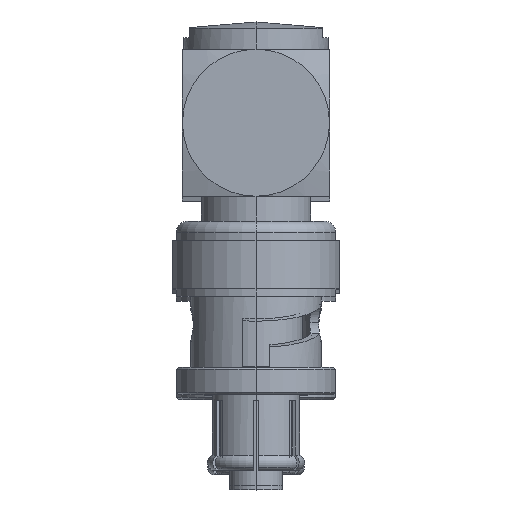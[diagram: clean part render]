
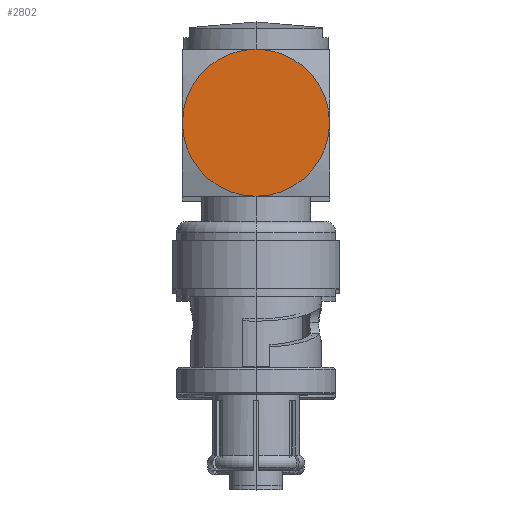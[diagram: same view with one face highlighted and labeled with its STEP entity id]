
A CAD part, top view. The second image highlights one B-rep face of the part: STEP entity #2802.
In plain terms, the highlighted face is planar.
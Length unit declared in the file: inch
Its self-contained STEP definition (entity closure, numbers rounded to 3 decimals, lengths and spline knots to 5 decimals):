
#222 = AXIS2_PLACEMENT_3D ( 'NONE', #3748, #3073, #6225 ) ;
#832 = DIRECTION ( 'NONE',  ( 0., 0., 1. ) ) ;
#1661 = CARTESIAN_POINT ( 'NONE',  ( -0.25, -0.90702, 0. ) ) ;
#2038 = ORIENTED_EDGE ( 'NONE', *, *, #5549, .T. ) ;
#2139 = CIRCLE ( 'NONE', #222, 0.25 ) ;
#2281 = CARTESIAN_POINT ( 'NONE',  ( -0.25, -1.15702, 0.25 ) ) ;
#2409 = VERTEX_POINT ( 'NONE', #1661 ) ;
#2557 = EDGE_CURVE ( 'NONE', #3509, #2859, #5478, .T. ) ;
#2802 = ADVANCED_FACE ( 'NONE', ( #4774 ), #4614, .T. ) ;
#2859 = VERTEX_POINT ( 'NONE', #5275 ) ;
#3073 = DIRECTION ( 'NONE',  ( -1., 0., 0. ) ) ;
#3091 = AXIS2_PLACEMENT_3D ( 'NONE', #3428, #7515, #5406 ) ;
#3172 = CARTESIAN_POINT ( 'NONE',  ( -0.25, -1.15702, 0. ) ) ;
#3346 = CIRCLE ( 'NONE', #3864, 0.25 ) ;
#3428 = CARTESIAN_POINT ( 'NONE',  ( -0.25, -1.15702, 0. ) ) ;
#3509 = VERTEX_POINT ( 'NONE', #3649 ) ;
#3629 = EDGE_CURVE ( 'NONE', #5888, #2409, #5365, .T. ) ;
#3649 = CARTESIAN_POINT ( 'NONE',  ( -0.25, -1.15702, -0.25 ) ) ;
#3748 = CARTESIAN_POINT ( 'NONE',  ( -0.25, -1.15702, 0. ) ) ;
#3864 = AXIS2_PLACEMENT_3D ( 'NONE', #7230, #5565, #6007 ) ;
#4109 = AXIS2_PLACEMENT_3D ( 'NONE', #4654, #7137, #4144 ) ;
#4144 = DIRECTION ( 'NONE',  ( 0., 0., 1. ) ) ;
#4596 = DIRECTION ( 'NONE',  ( -1., 0., 0. ) ) ;
#4614 = PLANE ( 'NONE',  #4109 ) ;
#4654 = CARTESIAN_POINT ( 'NONE',  ( -0.25, -0.90702, -0.25 ) ) ;
#4677 = ORIENTED_EDGE ( 'NONE', *, *, #2557, .T. ) ;
#4714 = ORIENTED_EDGE ( 'NONE', *, *, #7590, .T. ) ;
#4774 = FACE_OUTER_BOUND ( 'NONE', #6736, .T. ) ;
#5142 = ORIENTED_EDGE ( 'NONE', *, *, #3629, .T. ) ;
#5275 = CARTESIAN_POINT ( 'NONE',  ( -0.25, -1.40702, 0. ) ) ;
#5365 = CIRCLE ( 'NONE', #6129, 0.25 ) ;
#5406 = DIRECTION ( 'NONE',  ( 0., 0., -1. ) ) ;
#5478 = CIRCLE ( 'NONE', #3091, 0.25 ) ;
#5549 = EDGE_CURVE ( 'NONE', #2859, #5888, #2139, .T. ) ;
#5565 = DIRECTION ( 'NONE',  ( -1., 0., 0. ) ) ;
#5888 = VERTEX_POINT ( 'NONE', #2281 ) ;
#6007 = DIRECTION ( 'NONE',  ( 0., 1., 0. ) ) ;
#6129 = AXIS2_PLACEMENT_3D ( 'NONE', #3172, #4596, #832 ) ;
#6225 = DIRECTION ( 'NONE',  ( 0., -1., 0. ) ) ;
#6736 = EDGE_LOOP ( 'NONE', ( #5142, #4714, #4677, #2038 ) ) ;
#7137 = DIRECTION ( 'NONE',  ( -1., 0., 0. ) ) ;
#7230 = CARTESIAN_POINT ( 'NONE',  ( -0.25, -1.15702, 0. ) ) ;
#7515 = DIRECTION ( 'NONE',  ( -1., 0., 0. ) ) ;
#7590 = EDGE_CURVE ( 'NONE', #2409, #3509, #3346, .T. ) ;
